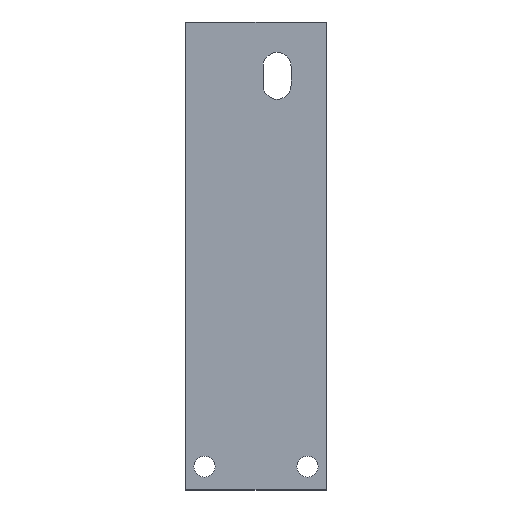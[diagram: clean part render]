
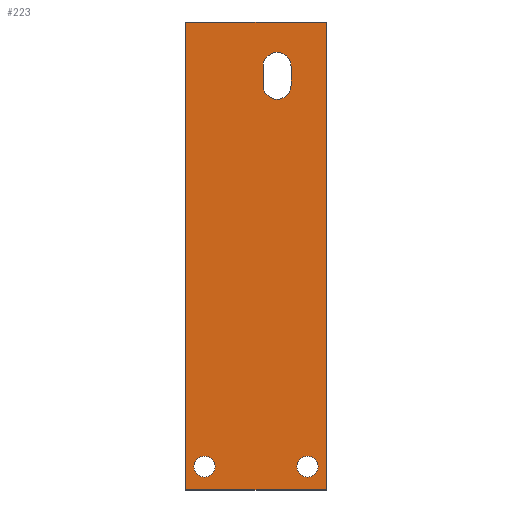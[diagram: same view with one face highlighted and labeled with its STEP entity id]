
A CAD part, top view. The second image highlights one B-rep face of the part: STEP entity #223.
In plain terms, the highlighted planar face has unit normal (0, 0, 1).
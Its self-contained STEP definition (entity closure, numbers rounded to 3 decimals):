
#19=FACE_BOUND('',#52,.T.);
#20=FACE_BOUND('',#53,.T.);
#21=FACE_BOUND('',#54,.T.);
#27=CIRCLE('',#238,3.);
#28=CIRCLE('',#239,3.);
#29=CIRCLE('',#240,2.25);
#30=CIRCLE('',#241,2.25);
#39=FACE_OUTER_BOUND('',#51,.T.);
#51=EDGE_LOOP('',(#171,#172,#173,#174));
#52=EDGE_LOOP('',(#175,#176,#177,#178));
#53=EDGE_LOOP('',(#179));
#54=EDGE_LOOP('',(#180));
#70=LINE('',#324,#90);
#73=LINE('',#330,#93);
#76=LINE('',#336,#96);
#78=LINE('',#339,#98);
#79=LINE('',#343,#99);
#80=LINE('',#347,#100);
#90=VECTOR('',#260,100.);
#93=VECTOR('',#265,30.);
#96=VECTOR('',#270,100.);
#98=VECTOR('',#274,30.);
#99=VECTOR('',#277,4.);
#100=VECTOR('',#280,4.);
#107=VERTEX_POINT('',#317);
#110=VERTEX_POINT('',#322);
#112=VERTEX_POINT('',#328);
#114=VERTEX_POINT('',#334);
#115=VERTEX_POINT('',#341);
#116=VERTEX_POINT('',#342);
#117=VERTEX_POINT('',#344);
#118=VERTEX_POINT('',#346);
#119=VERTEX_POINT('',#349);
#120=VERTEX_POINT('',#351);
#130=EDGE_CURVE('',#107,#110,#70,.T.);
#133=EDGE_CURVE('',#110,#112,#73,.T.);
#136=EDGE_CURVE('',#112,#114,#76,.T.);
#138=EDGE_CURVE('',#114,#107,#78,.T.);
#139=EDGE_CURVE('',#115,#116,#79,.T.);
#140=EDGE_CURVE('',#117,#116,#27,.T.);
#141=EDGE_CURVE('',#118,#117,#80,.T.);
#142=EDGE_CURVE('',#115,#118,#28,.T.);
#143=EDGE_CURVE('',#119,#119,#29,.T.);
#144=EDGE_CURVE('',#120,#120,#30,.T.);
#171=ORIENTED_EDGE('',*,*,#130,.T.);
#172=ORIENTED_EDGE('',*,*,#133,.T.);
#173=ORIENTED_EDGE('',*,*,#136,.T.);
#174=ORIENTED_EDGE('',*,*,#138,.T.);
#175=ORIENTED_EDGE('',*,*,#139,.T.);
#176=ORIENTED_EDGE('',*,*,#140,.F.);
#177=ORIENTED_EDGE('',*,*,#141,.F.);
#178=ORIENTED_EDGE('',*,*,#142,.F.);
#179=ORIENTED_EDGE('',*,*,#143,.F.);
#180=ORIENTED_EDGE('',*,*,#144,.F.);
#215=PLANE('',#237);
#223=ADVANCED_FACE('',(#39,#19,#20,#21),#215,.T.);
#237=AXIS2_PLACEMENT_3D('',#340,#275,#276);
#238=AXIS2_PLACEMENT_3D('',#345,#278,#279);
#239=AXIS2_PLACEMENT_3D('',#348,#281,#282);
#240=AXIS2_PLACEMENT_3D('',#350,#283,#284);
#241=AXIS2_PLACEMENT_3D('',#352,#285,#286);
#260=DIRECTION('',(0.,1.,0.));
#265=DIRECTION('',(-1.,0.,0.));
#270=DIRECTION('',(0.,-1.,0.));
#274=DIRECTION('',(1.,0.,0.));
#275=DIRECTION('center_axis',(0.,0.,1.));
#276=DIRECTION('ref_axis',(1.,0.,0.));
#277=DIRECTION('',(0.,1.,0.));
#278=DIRECTION('center_axis',(0.,0.,1.));
#279=DIRECTION('ref_axis',(1.,0.,0.));
#280=DIRECTION('',(0.,1.,0.));
#281=DIRECTION('center_axis',(0.,0.,1.));
#282=DIRECTION('ref_axis',(1.,0.,0.));
#283=DIRECTION('center_axis',(0.,0.,1.));
#284=DIRECTION('ref_axis',(1.,0.,0.));
#285=DIRECTION('center_axis',(0.,0.,1.));
#286=DIRECTION('ref_axis',(1.,0.,0.));
#317=CARTESIAN_POINT('',(15.,-100.,4.));
#322=CARTESIAN_POINT('',(15.,0.,4.));
#324=CARTESIAN_POINT('',(15.,-100.,4.));
#328=CARTESIAN_POINT('',(-15.,0.,4.));
#330=CARTESIAN_POINT('',(15.,0.,4.));
#334=CARTESIAN_POINT('',(-15.,-100.,4.));
#336=CARTESIAN_POINT('',(-15.,0.,4.));
#339=CARTESIAN_POINT('',(-15.,-100.,4.));
#340=CARTESIAN_POINT('Origin',(-18.,-110.,4.));
#341=CARTESIAN_POINT('',(1.5,-13.5,4.));
#342=CARTESIAN_POINT('',(1.5,-9.5,4.));
#343=CARTESIAN_POINT('',(1.5,-13.5,4.));
#344=CARTESIAN_POINT('',(7.5,-9.5,4.));
#345=CARTESIAN_POINT('Origin',(4.5,-9.5,4.));
#346=CARTESIAN_POINT('',(7.5,-13.5,4.));
#347=CARTESIAN_POINT('',(7.5,-13.5,4.));
#348=CARTESIAN_POINT('Origin',(4.5,-13.5,4.));
#349=CARTESIAN_POINT('',(-13.25,-95.,4.));
#350=CARTESIAN_POINT('Origin',(-11.,-95.,4.));
#351=CARTESIAN_POINT('',(8.75,-95.,4.));
#352=CARTESIAN_POINT('Origin',(11.,-95.,4.));
